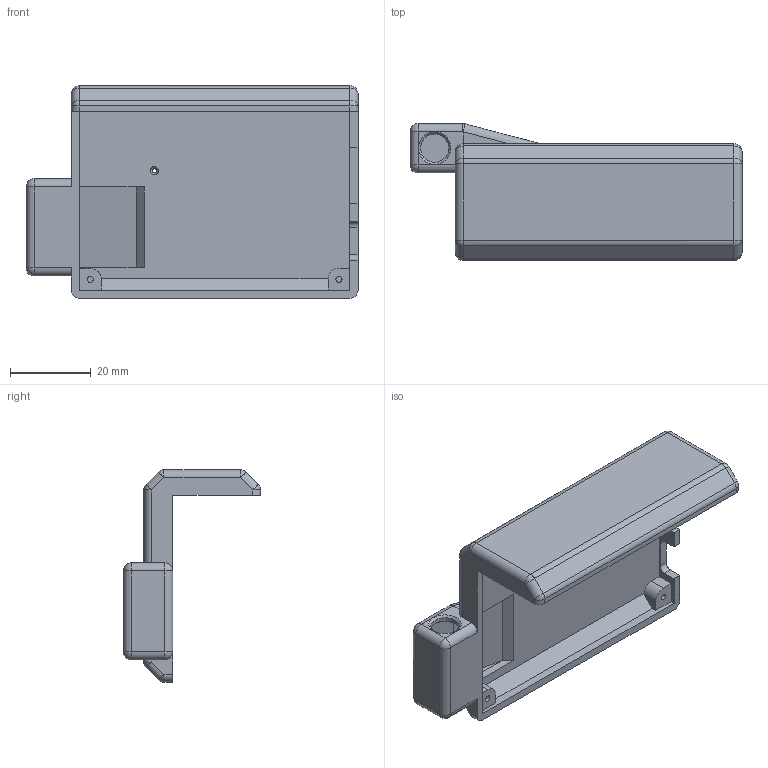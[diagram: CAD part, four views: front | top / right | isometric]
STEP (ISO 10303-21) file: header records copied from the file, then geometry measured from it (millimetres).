
FILE_DESCRIPTION(('FreeCAD Model'),'2;1');
FILE_NAME('Open CASCADE Shape Model','2024-12-14T11:32:21',( 'Chrismettal'),('Binary-6'),'Open CASCADE STEP processor 7.8', 'FreeCAD','Unknown');
FILE_SCHEMA(('AUTOMOTIVE_DESIGN { 1 0 10303 214 1 1 1 1 }'));
Length unit declared in the file: millimetre
Products named in the file (1): Case_ESP32_Antenna_Better
Bounding box: 82.02 x 33.9 x 52.5 mm (x, y, z)
Volume: 14399.3 mm3; surface area: 15081.7 mm2
Topology: 1 solids, 1 shells, 130 faces, 322 edges, 188 vertices
Faces by surface type: plane 62, cylinder 39, sphere 17, bspline 8, cone 4
Full cylindrical faces by diameter (mm): 1 x1, 1.5 x3, 7 x1
Entity records: 3909 total; most frequent: CARTESIAN_POINT 864, DIRECTION 628, ORIENTED_EDGE 626, EDGE_CURVE 313, LINE 214, VECTOR 214, AXIS2_PLACEMENT_3D 207, VERTEX_POINT 188
